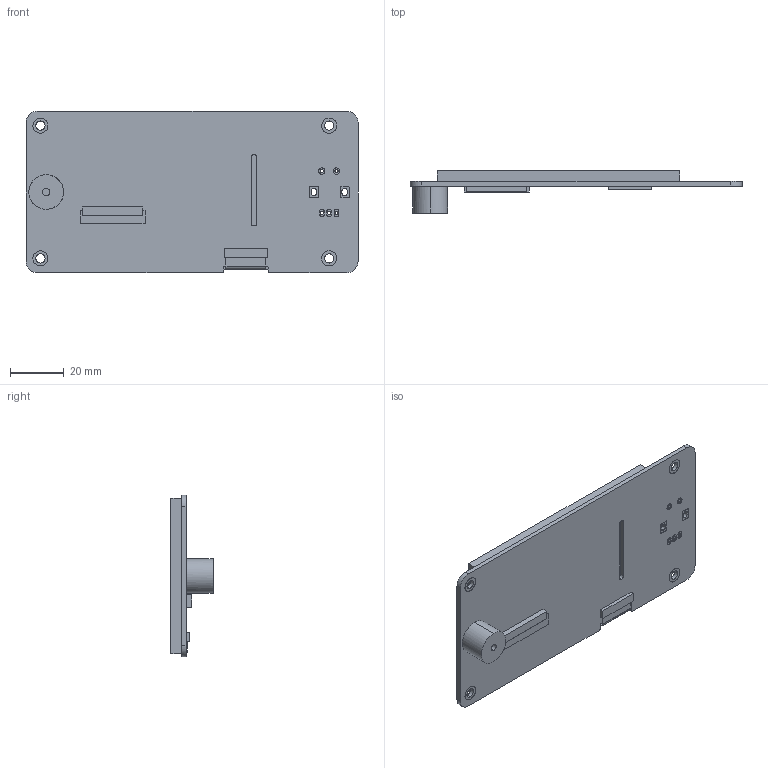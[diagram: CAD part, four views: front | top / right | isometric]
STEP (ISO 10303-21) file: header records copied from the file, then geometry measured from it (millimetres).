
FILE_DESCRIPTION(('FreeCAD Model'),'2;1');
FILE_NAME('Open CASCADE Shape Model','2025-05-03T21:15:03',('FreeCAD'),( 'FreeCAD'),'Open CASCADE STEP processor 7.6','FreeCAD','Unknown');
FILE_SCHEMA(('AUTOMOTIVE_DESIGN { 1 0 10303 214 1 1 1 1 }'));
Length unit declared in the file: millimetre
Products named in the file (1): Open CASCADE STEP translator 7.6 1
Bounding box: 122.99 x 15.67 x 59.89 mm (x, y, z)
Volume: 34042.6 mm3; surface area: 17414.4 mm2
Topology: 1 solids, 1 shells, 228 faces, 590 edges, 392 vertices
Faces by surface type: bspline 228
Entity records: 6847 total; most frequent: CARTESIAN_POINT 3377, ORIENTED_EDGE 1180, EDGE_CURVE 590, VERTEX_POINT 392, B_SPLINE_CURVE_WITH_KNOTS 380, FACE_BOUND 280, EDGE_LOOP 280, ADVANCED_FACE 228
